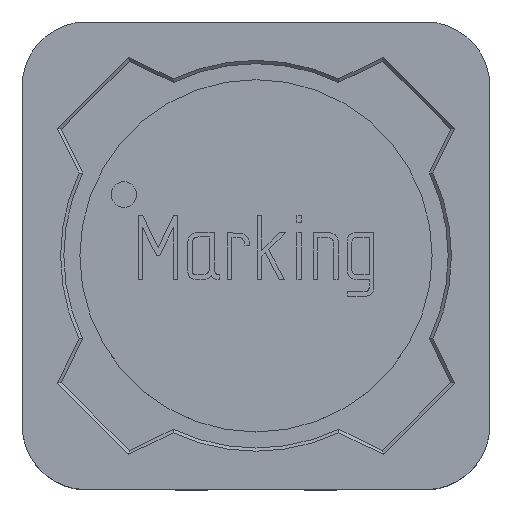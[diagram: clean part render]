
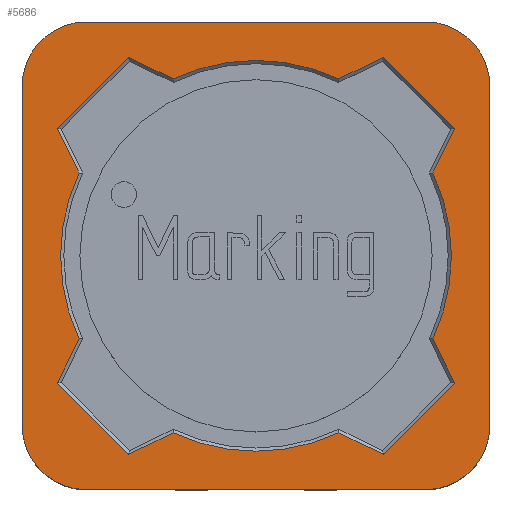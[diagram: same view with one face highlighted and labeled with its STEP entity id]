
A CAD part, top view. The second image highlights one B-rep face of the part: STEP entity #5686.
In plain terms, the highlighted planar face has unit normal (0, 0, 1).
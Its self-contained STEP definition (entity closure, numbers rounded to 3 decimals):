
#145=LINE('',#10914,#714);
#150=LINE('',#10924,#719);
#156=LINE('',#10935,#725);
#162=LINE('',#10946,#731);
#165=LINE('',#10951,#734);
#166=LINE('',#10954,#735);
#167=LINE('',#10956,#736);
#168=LINE('',#10960,#737);
#169=LINE('',#10962,#738);
#170=LINE('',#10964,#739);
#171=LINE('',#10968,#740);
#172=LINE('',#10970,#741);
#173=LINE('',#10972,#742);
#174=LINE('',#10976,#743);
#175=LINE('',#10978,#744);
#176=LINE('',#10980,#745);
#714=VECTOR('',#7293,1000.);
#719=VECTOR('',#7300,1000.);
#725=VECTOR('',#7308,1000.);
#731=VECTOR('',#7316,1000.);
#734=VECTOR('',#7321,1000.);
#735=VECTOR('',#7322,1000.);
#736=VECTOR('',#7323,1000.);
#737=VECTOR('',#7326,1000.);
#738=VECTOR('',#7327,1000.);
#739=VECTOR('',#7328,1000.);
#740=VECTOR('',#7331,1000.);
#741=VECTOR('',#7332,1000.);
#742=VECTOR('',#7333,1000.);
#743=VECTOR('',#7336,1000.);
#744=VECTOR('',#7337,1000.);
#745=VECTOR('',#7338,1000.);
#1321=PLANE('',#6662);
#1528=CIRCLE('',#6663,3.05);
#1529=CIRCLE('',#6664,3.05);
#1530=CIRCLE('',#6665,3.05);
#1531=CIRCLE('',#6666,3.05);
#1532=CIRCLE('',#6667,1.);
#1533=CIRCLE('',#6668,1.);
#1534=CIRCLE('',#6669,1.);
#1535=CIRCLE('',#6670,1.);
#2133=ORIENTED_EDGE('',*,*,#3582,.T.);
#2134=ORIENTED_EDGE('',*,*,#3583,.T.);
#2135=ORIENTED_EDGE('',*,*,#3584,.T.);
#2136=ORIENTED_EDGE('',*,*,#3585,.T.);
#2137=ORIENTED_EDGE('',*,*,#3586,.T.);
#2138=ORIENTED_EDGE('',*,*,#3587,.T.);
#2139=ORIENTED_EDGE('',*,*,#3588,.T.);
#2140=ORIENTED_EDGE('',*,*,#3589,.T.);
#2141=ORIENTED_EDGE('',*,*,#3590,.T.);
#2142=ORIENTED_EDGE('',*,*,#3591,.T.);
#2143=ORIENTED_EDGE('',*,*,#3592,.T.);
#2144=ORIENTED_EDGE('',*,*,#3593,.T.);
#2145=ORIENTED_EDGE('',*,*,#3594,.T.);
#2146=ORIENTED_EDGE('',*,*,#3595,.T.);
#2147=ORIENTED_EDGE('',*,*,#3596,.T.);
#2148=ORIENTED_EDGE('',*,*,#3597,.T.);
#2149=ORIENTED_EDGE('',*,*,#3573,.T.);
#2150=ORIENTED_EDGE('',*,*,#3598,.T.);
#2151=ORIENTED_EDGE('',*,*,#3562,.T.);
#2152=ORIENTED_EDGE('',*,*,#3599,.T.);
#2153=ORIENTED_EDGE('',*,*,#3567,.T.);
#2154=ORIENTED_EDGE('',*,*,#3600,.T.);
#2155=ORIENTED_EDGE('',*,*,#3579,.T.);
#2156=ORIENTED_EDGE('',*,*,#3601,.T.);
#3562=EDGE_CURVE('',#4334,#4333,#145,.T.);
#3567=EDGE_CURVE('',#4338,#4337,#150,.T.);
#3573=EDGE_CURVE('',#4342,#4341,#156,.T.);
#3579=EDGE_CURVE('',#4346,#4345,#162,.T.);
#3582=EDGE_CURVE('',#4347,#4348,#165,.T.);
#3583=EDGE_CURVE('',#4348,#4349,#166,.T.);
#3584=EDGE_CURVE('',#4349,#4350,#167,.T.);
#3585=EDGE_CURVE('',#4350,#4351,#1528,.F.);
#3586=EDGE_CURVE('',#4351,#4352,#168,.T.);
#3587=EDGE_CURVE('',#4352,#4353,#169,.T.);
#3588=EDGE_CURVE('',#4353,#4354,#170,.T.);
#3589=EDGE_CURVE('',#4354,#4355,#1529,.F.);
#3590=EDGE_CURVE('',#4355,#4356,#171,.T.);
#3591=EDGE_CURVE('',#4356,#4357,#172,.T.);
#3592=EDGE_CURVE('',#4357,#4358,#173,.T.);
#3593=EDGE_CURVE('',#4358,#4359,#1530,.F.);
#3594=EDGE_CURVE('',#4359,#4360,#174,.T.);
#3595=EDGE_CURVE('',#4360,#4361,#175,.T.);
#3596=EDGE_CURVE('',#4361,#4362,#176,.T.);
#3597=EDGE_CURVE('',#4362,#4347,#1531,.F.);
#3598=EDGE_CURVE('',#4341,#4334,#1532,.T.);
#3599=EDGE_CURVE('',#4333,#4338,#1533,.T.);
#3600=EDGE_CURVE('',#4337,#4346,#1534,.T.);
#3601=EDGE_CURVE('',#4345,#4342,#1535,.T.);
#4333=VERTEX_POINT('',#10913);
#4334=VERTEX_POINT('',#10915);
#4337=VERTEX_POINT('',#10923);
#4338=VERTEX_POINT('',#10925);
#4341=VERTEX_POINT('',#10934);
#4342=VERTEX_POINT('',#10936);
#4345=VERTEX_POINT('',#10945);
#4346=VERTEX_POINT('',#10947);
#4347=VERTEX_POINT('',#10952);
#4348=VERTEX_POINT('',#10953);
#4349=VERTEX_POINT('',#10955);
#4350=VERTEX_POINT('',#10957);
#4351=VERTEX_POINT('',#10959);
#4352=VERTEX_POINT('',#10961);
#4353=VERTEX_POINT('',#10963);
#4354=VERTEX_POINT('',#10965);
#4355=VERTEX_POINT('',#10967);
#4356=VERTEX_POINT('',#10969);
#4357=VERTEX_POINT('',#10971);
#4358=VERTEX_POINT('',#10973);
#4359=VERTEX_POINT('',#10975);
#4360=VERTEX_POINT('',#10977);
#4361=VERTEX_POINT('',#10979);
#4362=VERTEX_POINT('',#10981);
#4983=EDGE_LOOP('',(#2133,#2134,#2135,#2136,#2137,#2138,#2139,#2140,#2141,
#2142,#2143,#2144,#2145,#2146,#2147,#2148));
#4984=EDGE_LOOP('',(#2149,#2150,#2151,#2152,#2153,#2154,#2155,#2156));
#5348=FACE_BOUND('',#4983,.T.);
#5349=FACE_BOUND('',#4984,.T.);
#5686=ADVANCED_FACE('',(#5348,#5349),#1321,.T.);
#6662=AXIS2_PLACEMENT_3D('',#10950,#7319,#7320);
#6663=AXIS2_PLACEMENT_3D('',#10958,#7324,#7325);
#6664=AXIS2_PLACEMENT_3D('',#10966,#7329,#7330);
#6665=AXIS2_PLACEMENT_3D('',#10974,#7334,#7335);
#6666=AXIS2_PLACEMENT_3D('',#10982,#7339,#7340);
#6667=AXIS2_PLACEMENT_3D('',#10983,#7341,#7342);
#6668=AXIS2_PLACEMENT_3D('',#10984,#7343,#7344);
#6669=AXIS2_PLACEMENT_3D('',#10985,#7345,#7346);
#6670=AXIS2_PLACEMENT_3D('',#10986,#7347,#7348);
#7293=DIRECTION('',(1.,0.,0.));
#7300=DIRECTION('',(0.,1.,0.));
#7308=DIRECTION('',(0.,-1.,0.));
#7316=DIRECTION('',(-1.,0.,0.));
#7319=DIRECTION('',(0.,0.,1.));
#7320=DIRECTION('',(1.,0.,0.));
#7321=DIRECTION('',(-0.9,-0.436,0.));
#7322=DIRECTION('',(-0.707,0.707,0.));
#7323=DIRECTION('',(0.436,0.9,0.));
#7324=DIRECTION('',(0.,0.,1.));
#7325=DIRECTION('',(1.,0.,0.));
#7326=DIRECTION('',(-0.436,0.9,0.));
#7327=DIRECTION('',(0.707,0.707,0.));
#7328=DIRECTION('',(0.9,-0.436,0.));
#7329=DIRECTION('',(0.,0.,1.));
#7330=DIRECTION('',(1.,0.,0.));
#7331=DIRECTION('',(0.9,0.436,0.));
#7332=DIRECTION('',(0.707,-0.707,0.));
#7333=DIRECTION('',(-0.436,-0.9,0.));
#7334=DIRECTION('',(0.,0.,1.));
#7335=DIRECTION('',(1.,0.,0.));
#7336=DIRECTION('',(0.436,-0.9,0.));
#7337=DIRECTION('',(-0.707,-0.707,0.));
#7338=DIRECTION('',(-0.9,0.436,0.));
#7339=DIRECTION('',(0.,0.,1.));
#7340=DIRECTION('',(1.,0.,0.));
#7341=DIRECTION('',(0.,0.,1.));
#7342=DIRECTION('',(1.,0.,0.));
#7343=DIRECTION('',(0.,0.,1.));
#7344=DIRECTION('',(1.,0.,0.));
#7345=DIRECTION('',(0.,0.,1.));
#7346=DIRECTION('',(1.,0.,0.));
#7347=DIRECTION('',(0.,0.,1.));
#7348=DIRECTION('',(1.,0.,0.));
#10913=CARTESIAN_POINT('',(2.65,-3.65,2.6));
#10914=CARTESIAN_POINT('',(-3.65,-3.65,2.6));
#10915=CARTESIAN_POINT('',(-2.65,-3.65,2.6));
#10923=CARTESIAN_POINT('',(3.65,2.65,2.6));
#10924=CARTESIAN_POINT('',(3.65,-3.65,2.6));
#10925=CARTESIAN_POINT('',(3.65,-2.65,2.6));
#10934=CARTESIAN_POINT('',(-3.65,-2.65,2.6));
#10935=CARTESIAN_POINT('',(-3.65,3.65,2.6));
#10936=CARTESIAN_POINT('',(-3.65,2.65,2.6));
#10945=CARTESIAN_POINT('',(-2.65,3.65,2.6));
#10946=CARTESIAN_POINT('',(3.65,3.65,2.6));
#10947=CARTESIAN_POINT('',(2.65,3.65,2.6));
#10950=CARTESIAN_POINT('',(-3.65,-3.65,2.6));
#10951=CARTESIAN_POINT('',(-1.956,-3.084,2.6));
#10952=CARTESIAN_POINT('',(-1.293,-2.763,2.6));
#10953=CARTESIAN_POINT('',(-1.988,-3.099,2.6));
#10954=CARTESIAN_POINT('',(-3.074,-2.014,2.6));
#10955=CARTESIAN_POINT('',(-3.099,-1.988,2.6));
#10956=CARTESIAN_POINT('',(-2.752,-1.271,2.6));
#10957=CARTESIAN_POINT('',(-2.763,-1.293,2.6));
#10958=CARTESIAN_POINT('',(0.,0.,2.6));
#10959=CARTESIAN_POINT('',(-2.763,1.293,2.6));
#10960=CARTESIAN_POINT('',(-3.084,1.956,2.6));
#10961=CARTESIAN_POINT('',(-3.099,1.988,2.6));
#10962=CARTESIAN_POINT('',(-2.014,3.074,2.6));
#10963=CARTESIAN_POINT('',(-1.988,3.099,2.6));
#10964=CARTESIAN_POINT('',(-1.271,2.752,2.6));
#10965=CARTESIAN_POINT('',(-1.293,2.763,2.6));
#10966=CARTESIAN_POINT('',(0.,0.,2.6));
#10967=CARTESIAN_POINT('',(1.293,2.763,2.6));
#10968=CARTESIAN_POINT('',(1.956,3.084,2.6));
#10969=CARTESIAN_POINT('',(1.988,3.099,2.6));
#10970=CARTESIAN_POINT('',(3.074,2.014,2.6));
#10971=CARTESIAN_POINT('',(3.099,1.988,2.6));
#10972=CARTESIAN_POINT('',(2.752,1.271,2.6));
#10973=CARTESIAN_POINT('',(2.763,1.293,2.6));
#10974=CARTESIAN_POINT('',(0.,0.,2.6));
#10975=CARTESIAN_POINT('',(2.763,-1.293,2.6));
#10976=CARTESIAN_POINT('',(3.084,-1.956,2.6));
#10977=CARTESIAN_POINT('',(3.099,-1.988,2.6));
#10978=CARTESIAN_POINT('',(2.014,-3.074,2.6));
#10979=CARTESIAN_POINT('',(1.988,-3.099,2.6));
#10980=CARTESIAN_POINT('',(1.271,-2.752,2.6));
#10981=CARTESIAN_POINT('',(1.293,-2.763,2.6));
#10982=CARTESIAN_POINT('',(0.,0.,2.6));
#10983=CARTESIAN_POINT('',(-2.65,-2.65,2.6));
#10984=CARTESIAN_POINT('',(2.65,-2.65,2.6));
#10985=CARTESIAN_POINT('',(2.65,2.65,2.6));
#10986=CARTESIAN_POINT('',(-2.65,2.65,2.6));
